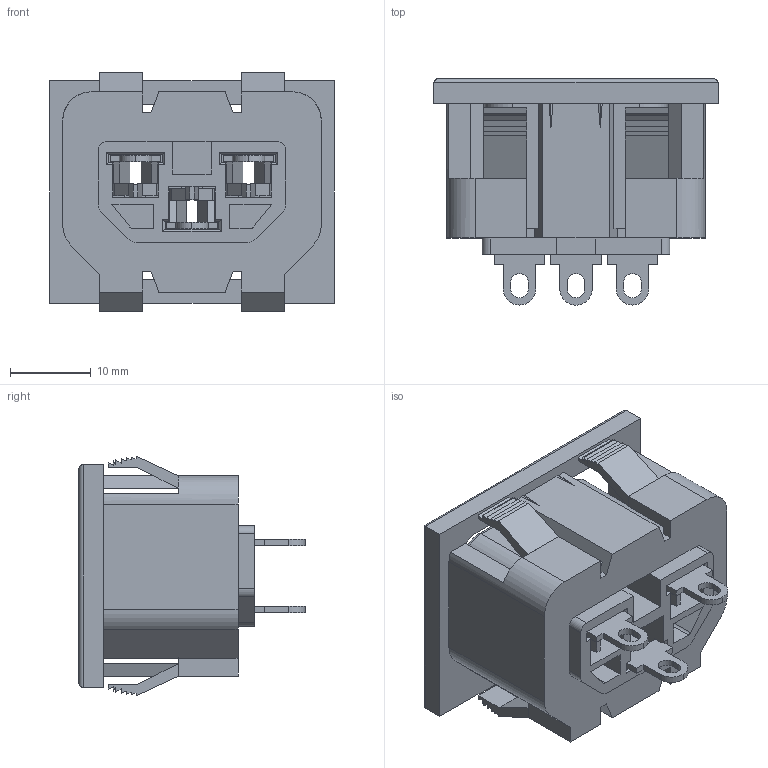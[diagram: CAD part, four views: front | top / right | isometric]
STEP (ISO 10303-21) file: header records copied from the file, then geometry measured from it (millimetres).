
FILE_DESCRIPTION (( 'STEP AP214' ), '1' );
FILE_NAME ('716W-4.0.STEP', '2017-05-16T06:37:37', ( '' ), ( '' ), 'SwSTEP 2.0', 'SolidWorks 2016', '' );
FILE_SCHEMA (( 'AUTOMOTIVE_DESIGN' ));
Length unit declared in the file: millimetre
Products named in the file (3): 716W-4.0; SS130PCNEW; SS8B-002-4.0
Assembly tree (4 placements, depth 2):
  716W-4.0
    SS130PCNEW
    SS8B-002-4.0  x3
Bounding box: 35.2 x 28 x 29.67 mm (x, y, z)
Volume: 7869.7 mm3; surface area: 11019.1 mm2
Topology: 14 solids, 14 shells, 456 faces, 1244 edges, 817 vertices
Faces by surface type: plane 396, cylinder 54, torus 6
Entity records: 11182 total; most frequent: CARTESIAN_POINT 1968, ORIENTED_EDGE 1928, DIRECTION 1762, EDGE_CURVE 964, VECTOR 872, LINE 872, VERTEX_POINT 635, AXIS2_PLACEMENT_3D 445
